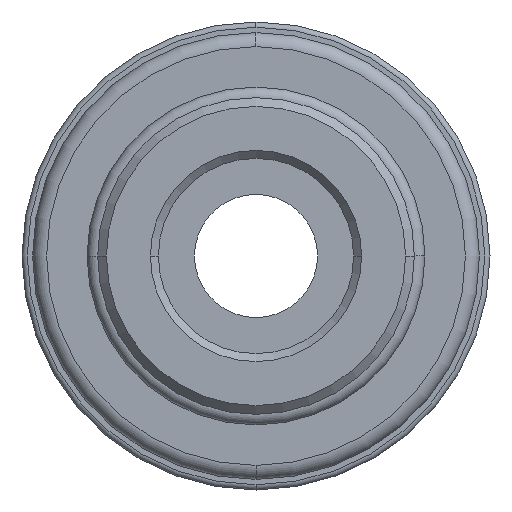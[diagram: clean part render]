
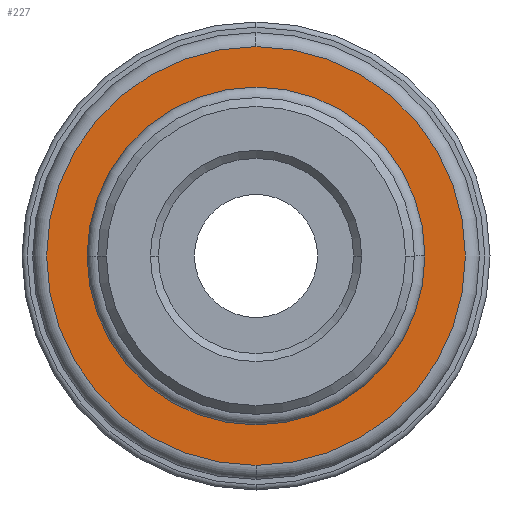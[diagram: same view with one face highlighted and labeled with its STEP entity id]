
A CAD part, front view. The second image highlights one B-rep face of the part: STEP entity #227.
In plain terms, the highlighted planar face has unit normal (0, -1, 0).
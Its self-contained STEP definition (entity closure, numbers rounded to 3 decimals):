
#227=ADVANCED_FACE('',(#506,#507),#508,.T.);
#506=FACE_BOUND('',#827,.T.);
#507=FACE_OUTER_BOUND('',#828,.T.);
#508=PLANE('',#829);
#827=EDGE_LOOP('',(#1409,#1410,#1411));
#828=EDGE_LOOP('',(#1412,#1413,#1414));
#829=AXIS2_PLACEMENT_3D('',#1415,#1416,#1417);
#1409=ORIENTED_EDGE('',*,*,#2029,.T.);
#1410=ORIENTED_EDGE('',*,*,#2030,.T.);
#1411=ORIENTED_EDGE('',*,*,#2031,.T.);
#1412=ORIENTED_EDGE('',*,*,#2002,.F.);
#1413=ORIENTED_EDGE('',*,*,#2001,.F.);
#1414=ORIENTED_EDGE('',*,*,#2032,.F.);
#1415=CARTESIAN_POINT('',(10.45,3.0,0.0));
#1416=DIRECTION('',(-0.0,-1.0,-0.0));
#1417=DIRECTION('',(-1.0,0.0,0.0));
#2001=EDGE_CURVE('',#2434,#2436,#2437,.T.);
#2002=EDGE_CURVE('',#2436,#2438,#2439,.T.);
#2029=EDGE_CURVE('',#2470,#2471,#2472,.T.);
#2030=EDGE_CURVE('',#2471,#2473,#2474,.T.);
#2031=EDGE_CURVE('',#2473,#2470,#2475,.T.);
#2032=EDGE_CURVE('',#2438,#2434,#2476,.T.);
#2434=VERTEX_POINT('',#2927);
#2436=VERTEX_POINT('',#2929);
#2437=CIRCLE('',#2930,11.9);
#2438=VERTEX_POINT('',#2931);
#2439=CIRCLE('',#2932,11.9);
#2470=VERTEX_POINT('',#2965);
#2471=VERTEX_POINT('',#2966);
#2472=CIRCLE('',#2967,9.52);
#2473=VERTEX_POINT('',#2968);
#2474=CIRCLE('',#2969,9.52);
#2475=CIRCLE('',#2970,9.52);
#2476=CIRCLE('',#2971,11.9);
#2927=CARTESIAN_POINT('',(0.,3.0,11.9));
#2929=CARTESIAN_POINT('',(11.9,3.0,0.0));
#2930=AXIS2_PLACEMENT_3D('',#3454,#3455,#3456);
#2931=CARTESIAN_POINT('',(0.,3.0,-11.9));
#2932=AXIS2_PLACEMENT_3D('',#3457,#3458,#3459);
#2965=CARTESIAN_POINT('',(0.,3.0,9.52));
#2966=CARTESIAN_POINT('',(9.52,3.0,0.));
#2967=AXIS2_PLACEMENT_3D('',#3510,#3511,#3512);
#2968=CARTESIAN_POINT('',(-9.52,3.0,0.));
#2969=AXIS2_PLACEMENT_3D('',#3513,#3514,#3515);
#2970=AXIS2_PLACEMENT_3D('',#3516,#3517,#3518);
#2971=AXIS2_PLACEMENT_3D('',#3519,#3520,#3521);
#3454=CARTESIAN_POINT('',(0.0,3.0,0.0));
#3455=DIRECTION('',(-0.0,1.0,0.0));
#3456=DIRECTION('',(1.0,0.0,0.0));
#3457=CARTESIAN_POINT('',(0.0,3.0,0.0));
#3458=DIRECTION('',(-0.0,1.0,0.0));
#3459=DIRECTION('',(1.0,0.0,0.0));
#3510=CARTESIAN_POINT('',(0.0,3.0,0.0));
#3511=DIRECTION('',(0.0,1.0,0.0));
#3512=DIRECTION('',(0.0,0.0,-1.0));
#3513=CARTESIAN_POINT('',(0.0,3.0,0.0));
#3514=DIRECTION('',(0.0,1.0,0.0));
#3515=DIRECTION('',(0.0,0.0,-1.0));
#3516=CARTESIAN_POINT('',(0.0,3.0,0.0));
#3517=DIRECTION('',(0.0,1.0,0.0));
#3518=DIRECTION('',(0.0,0.0,-1.0));
#3519=CARTESIAN_POINT('',(0.0,3.0,0.0));
#3520=DIRECTION('',(-0.0,1.0,0.0));
#3521=DIRECTION('',(1.0,0.0,0.0));
